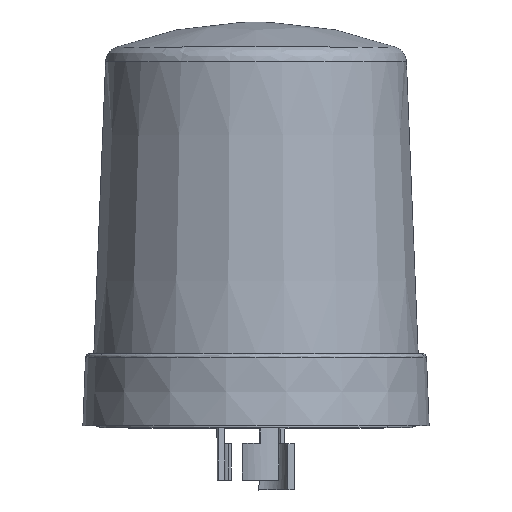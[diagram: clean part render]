
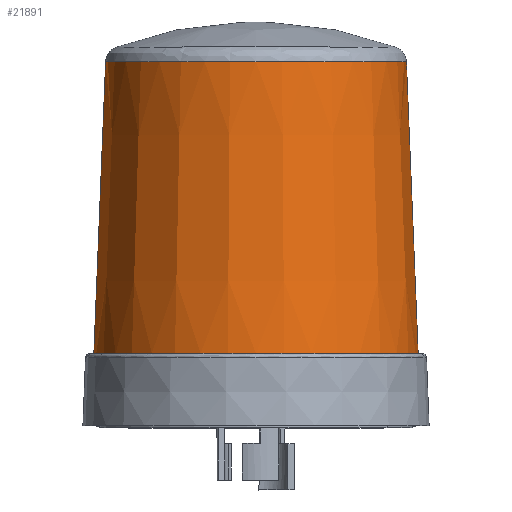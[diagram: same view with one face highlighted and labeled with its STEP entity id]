
A CAD part, top view. The second image highlights one B-rep face of the part: STEP entity #21891.
In plain terms, the highlighted conical face has half-angle 2.3 degrees and reference radius 39.341 mm.
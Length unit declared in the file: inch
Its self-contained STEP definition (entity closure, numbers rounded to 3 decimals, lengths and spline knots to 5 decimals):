
#1620 = ORIENTED_EDGE ( 'NONE', *, *, #11113, .T. ) ;
#2548 = DIRECTION ( 'NONE',  ( -0.04, 0., 0.999 ) ) ;
#3693 = CARTESIAN_POINT ( 'NONE',  ( -1.54886, 0., -0.68898 ) ) ;
#5298 = VERTEX_POINT ( 'NONE', #14931 ) ;
#7175 = EDGE_CURVE ( 'NONE', #11008, #13476, #19386, .T. ) ;
#7938 = VECTOR ( 'NONE', #2548, 39.37008 ) ;
#8265 = CARTESIAN_POINT ( 'NONE',  ( 1.43691, 0., -3.47625 ) ) ;
#8295 = DIRECTION ( 'NONE',  ( 0.04, 0., 0.999 ) ) ;
#8797 = EDGE_CURVE ( 'NONE', #11008, #5298, #17183, .T. ) ;
#11008 = VERTEX_POINT ( 'NONE', #8265 ) ;
#11113 = EDGE_CURVE ( 'NONE', #15134, #13476, #24063, .T. ) ;
#11378 = DIRECTION ( 'NONE',  ( 1., 0., 0. ) ) ;
#12866 = CARTESIAN_POINT ( 'NONE',  ( 0., 0., -0.68898 ) ) ;
#13413 = CARTESIAN_POINT ( 'NONE',  ( 0., 0., -3.47625 ) ) ;
#13476 = VERTEX_POINT ( 'NONE', #20996 ) ;
#14931 = CARTESIAN_POINT ( 'NONE',  ( -1.43691, 0., -3.47625 ) ) ;
#15134 = VERTEX_POINT ( 'NONE', #3693 ) ;
#15137 = CARTESIAN_POINT ( 'NONE',  ( 1.54886, 0., -0.68898 ) ) ;
#15366 = CARTESIAN_POINT ( 'NONE',  ( 0., 0., -0.68898 ) ) ;
#15419 = AXIS2_PLACEMENT_3D ( 'NONE', #15366, #21950, #11378 ) ;
#16073 = AXIS2_PLACEMENT_3D ( 'NONE', #12866, #21685, #27710 ) ;
#17183 = CIRCLE ( 'NONE', #23986, 1.43691 ) ;
#17264 = DIRECTION ( 'NONE',  ( -1., 0., 0. ) ) ;
#17613 = CARTESIAN_POINT ( 'NONE',  ( -1.54886, 0., -0.68898 ) ) ;
#18668 = EDGE_CURVE ( 'NONE', #5298, #15134, #20330, .T. ) ;
#19386 = LINE ( 'NONE', #15137, #21166 ) ;
#20330 = LINE ( 'NONE', #17613, #7938 ) ;
#20996 = CARTESIAN_POINT ( 'NONE',  ( 1.54886, 0., -0.68898 ) ) ;
#21166 = VECTOR ( 'NONE', #8295, 39.37008 ) ;
#21685 = DIRECTION ( 'NONE',  ( 0., 0., 1. ) ) ;
#21817 = ORIENTED_EDGE ( 'NONE', *, *, #7175, .F. ) ;
#21891 = ADVANCED_FACE ( 'NONE', ( #24073 ), #24702, .T. ) ;
#21950 = DIRECTION ( 'NONE',  ( 0., 0., -1. ) ) ;
#22097 = DIRECTION ( 'NONE',  ( 0., 0., 1. ) ) ;
#22637 = ORIENTED_EDGE ( 'NONE', *, *, #8797, .T. ) ;
#23986 = AXIS2_PLACEMENT_3D ( 'NONE', #13413, #22097, #17264 ) ;
#24063 = CIRCLE ( 'NONE', #15419, 1.54886 ) ;
#24073 = FACE_OUTER_BOUND ( 'NONE', #24462, .T. ) ;
#24462 = EDGE_LOOP ( 'NONE', ( #22637, #27008, #1620, #21817 ) ) ;
#24702 = CONICAL_SURFACE ( 'NONE', #16073, 1.54886, 0.04 ) ;
#27008 = ORIENTED_EDGE ( 'NONE', *, *, #18668, .T. ) ;
#27710 = DIRECTION ( 'NONE',  ( 1., 0., 0. ) ) ;
